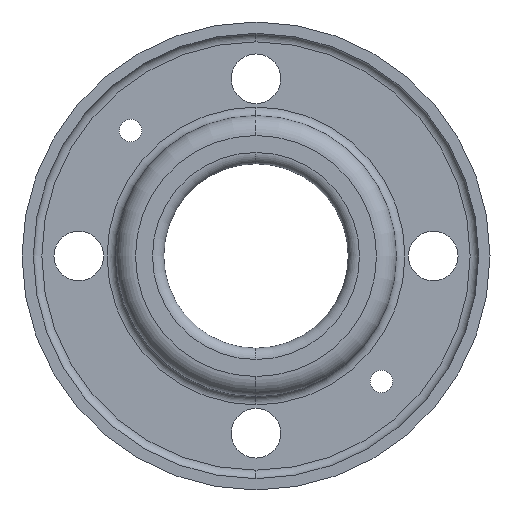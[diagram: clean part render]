
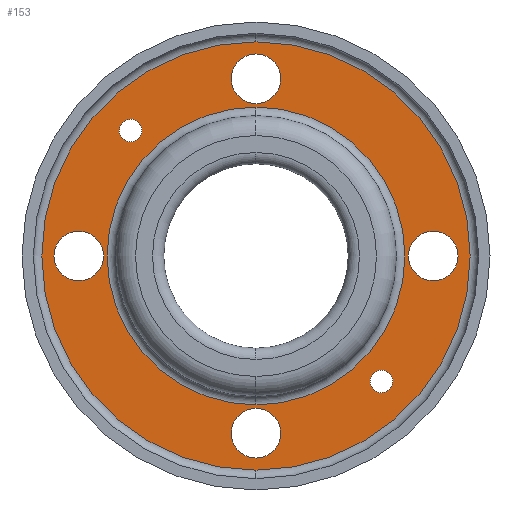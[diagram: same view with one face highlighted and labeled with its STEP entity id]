
A CAD part, front view. The second image highlights one B-rep face of the part: STEP entity #153.
In plain terms, the highlighted planar face has unit normal (0, -1, 0).
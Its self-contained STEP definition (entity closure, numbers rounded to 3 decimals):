
#153=ADVANCED_FACE('',(#297,#298,#299,#300,#301,#302,#303,#304),#305,.T.);
#297=FACE_BOUND('',#446,.T.);
#298=FACE_BOUND('',#447,.T.);
#299=FACE_BOUND('',#448,.T.);
#300=FACE_BOUND('',#449,.T.);
#301=FACE_BOUND('',#450,.T.);
#302=FACE_BOUND('',#451,.T.);
#303=FACE_OUTER_BOUND('',#452,.T.);
#304=FACE_BOUND('',#453,.T.);
#305=PLANE('',#454);
#446=EDGE_LOOP('',(#765,#766));
#447=EDGE_LOOP('',(#767,#768));
#448=EDGE_LOOP('',(#769,#770));
#449=EDGE_LOOP('',(#771,#772));
#450=EDGE_LOOP('',(#773,#774));
#451=EDGE_LOOP('',(#775,#776));
#452=EDGE_LOOP('',(#777,#778,#779));
#453=EDGE_LOOP('',(#780,#781,#782));
#454=AXIS2_PLACEMENT_3D('',#783,#784,#785);
#765=ORIENTED_EDGE('',*,*,#956,.T.);
#766=ORIENTED_EDGE('',*,*,#961,.T.);
#767=ORIENTED_EDGE('',*,*,#951,.T.);
#768=ORIENTED_EDGE('',*,*,#964,.T.);
#769=ORIENTED_EDGE('',*,*,#946,.T.);
#770=ORIENTED_EDGE('',*,*,#967,.T.);
#771=ORIENTED_EDGE('',*,*,#941,.T.);
#772=ORIENTED_EDGE('',*,*,#970,.T.);
#773=ORIENTED_EDGE('',*,*,#936,.T.);
#774=ORIENTED_EDGE('',*,*,#973,.T.);
#775=ORIENTED_EDGE('',*,*,#931,.T.);
#776=ORIENTED_EDGE('',*,*,#976,.T.);
#777=ORIENTED_EDGE('',*,*,#891,.F.);
#778=ORIENTED_EDGE('',*,*,#890,.F.);
#779=ORIENTED_EDGE('',*,*,#998,.F.);
#780=ORIENTED_EDGE('',*,*,#899,.T.);
#781=ORIENTED_EDGE('',*,*,#996,.T.);
#782=ORIENTED_EDGE('',*,*,#900,.T.);
#783=CARTESIAN_POINT('',(-214.776,91.273,0.0));
#784=DIRECTION('',(0.0,-1.0,-0.0));
#785=DIRECTION('',(1.0,0.0,0.0));
#890=EDGE_CURVE('',#1057,#1059,#1060,.T.);
#891=EDGE_CURVE('',#1059,#1061,#1062,.T.);
#899=EDGE_CURVE('',#1076,#1074,#1077,.T.);
#900=EDGE_CURVE('',#1068,#1076,#1078,.T.);
#931=EDGE_CURVE('',#1130,#1127,#1131,.T.);
#936=EDGE_CURVE('',#1139,#1136,#1140,.T.);
#941=EDGE_CURVE('',#1148,#1145,#1149,.T.);
#946=EDGE_CURVE('',#1157,#1154,#1158,.T.);
#951=EDGE_CURVE('',#1166,#1163,#1167,.T.);
#956=EDGE_CURVE('',#1175,#1172,#1176,.T.);
#961=EDGE_CURVE('',#1172,#1175,#1182,.T.);
#964=EDGE_CURVE('',#1163,#1166,#1185,.T.);
#967=EDGE_CURVE('',#1154,#1157,#1188,.T.);
#970=EDGE_CURVE('',#1145,#1148,#1191,.T.);
#973=EDGE_CURVE('',#1136,#1139,#1194,.T.);
#976=EDGE_CURVE('',#1127,#1130,#1197,.T.);
#996=EDGE_CURVE('',#1074,#1068,#1220,.T.);
#998=EDGE_CURVE('',#1061,#1057,#1222,.T.);
#1057=VERTEX_POINT('',#1287);
#1059=VERTEX_POINT('',#1289);
#1060=CIRCLE('',#1290,75.5);
#1061=VERTEX_POINT('',#1291);
#1062=CIRCLE('',#1292,75.5);
#1068=VERTEX_POINT('',#1298);
#1074=VERTEX_POINT('',#1304);
#1076=VERTEX_POINT('',#1306);
#1077=CIRCLE('',#1307,52.5);
#1078=CIRCLE('',#1308,52.5);
#1127=VERTEX_POINT('',#1361);
#1130=VERTEX_POINT('',#1365);
#1131=CIRCLE('',#1366,8.75);
#1136=VERTEX_POINT('',#1372);
#1139=VERTEX_POINT('',#1376);
#1140=CIRCLE('',#1377,8.75);
#1145=VERTEX_POINT('',#1383);
#1148=VERTEX_POINT('',#1387);
#1149=CIRCLE('',#1388,8.75);
#1154=VERTEX_POINT('',#1394);
#1157=VERTEX_POINT('',#1398);
#1158=CIRCLE('',#1399,8.75);
#1163=VERTEX_POINT('',#1405);
#1166=VERTEX_POINT('',#1409);
#1167=CIRCLE('',#1410,4.);
#1172=VERTEX_POINT('',#1416);
#1175=VERTEX_POINT('',#1420);
#1176=CIRCLE('',#1421,4.0);
#1182=CIRCLE('',#1428,4.0);
#1185=CIRCLE('',#1431,4.);
#1188=CIRCLE('',#1434,8.75);
#1191=CIRCLE('',#1437,8.75);
#1194=CIRCLE('',#1440,8.75);
#1197=CIRCLE('',#1443,8.75);
#1220=CIRCLE('',#1466,52.5);
#1222=CIRCLE('',#1468,75.5);
#1287=CARTESIAN_POINT('',(-150.776,91.273,-75.5));
#1289=CARTESIAN_POINT('',(-226.276,91.273,0.0));
#1290=AXIS2_PLACEMENT_3D('',#1539,#1540,#1541);
#1291=CARTESIAN_POINT('',(-150.776,91.273,75.5));
#1292=AXIS2_PLACEMENT_3D('',#1542,#1543,#1544);
#1298=CARTESIAN_POINT('',(-150.776,91.273,-52.5));
#1304=CARTESIAN_POINT('',(-150.776,91.273,52.5));
#1306=CARTESIAN_POINT('',(-203.276,91.273,0.0));
#1307=AXIS2_PLACEMENT_3D('',#1563,#1564,#1565);
#1308=AXIS2_PLACEMENT_3D('',#1566,#1567,#1568);
#1361=CARTESIAN_POINT('',(-204.526,91.273,0.));
#1365=CARTESIAN_POINT('',(-222.026,91.273,0.));
#1366=AXIS2_PLACEMENT_3D('',#1631,#1632,#1633);
#1372=CARTESIAN_POINT('',(-150.776,91.273,-53.75));
#1376=CARTESIAN_POINT('',(-150.776,91.273,-71.25));
#1377=AXIS2_PLACEMENT_3D('',#1639,#1640,#1641);
#1383=CARTESIAN_POINT('',(-97.026,91.273,0.));
#1387=CARTESIAN_POINT('',(-79.526,91.273,0.));
#1388=AXIS2_PLACEMENT_3D('',#1647,#1648,#1649);
#1394=CARTESIAN_POINT('',(-150.776,91.273,53.75));
#1398=CARTESIAN_POINT('',(-150.776,91.273,71.25));
#1399=AXIS2_PLACEMENT_3D('',#1655,#1656,#1657);
#1405=CARTESIAN_POINT('',(-192.142,91.273,41.366));
#1409=CARTESIAN_POINT('',(-197.799,91.273,47.023));
#1410=AXIS2_PLACEMENT_3D('',#1663,#1664,#1665);
#1416=CARTESIAN_POINT('',(-109.411,91.273,-41.366));
#1420=CARTESIAN_POINT('',(-103.754,91.273,-47.023));
#1421=AXIS2_PLACEMENT_3D('',#1671,#1672,#1673);
#1428=AXIS2_PLACEMENT_3D('',#1681,#1682,#1683);
#1431=AXIS2_PLACEMENT_3D('',#1687,#1688,#1689);
#1434=AXIS2_PLACEMENT_3D('',#1693,#1694,#1695);
#1437=AXIS2_PLACEMENT_3D('',#1699,#1700,#1701);
#1440=AXIS2_PLACEMENT_3D('',#1705,#1706,#1707);
#1443=AXIS2_PLACEMENT_3D('',#1711,#1712,#1713);
#1466=AXIS2_PLACEMENT_3D('',#1747,#1748,#1749);
#1468=AXIS2_PLACEMENT_3D('',#1750,#1751,#1752);
#1539=CARTESIAN_POINT('',(-150.776,91.273,0.0));
#1540=DIRECTION('',(0.0,1.0,0.0));
#1541=DIRECTION('',(-1.0,0.0,0.0));
#1542=CARTESIAN_POINT('',(-150.776,91.273,0.0));
#1543=DIRECTION('',(0.0,1.0,0.0));
#1544=DIRECTION('',(-1.0,0.0,0.0));
#1563=CARTESIAN_POINT('',(-150.776,91.273,0.0));
#1564=DIRECTION('',(0.0,1.0,0.0));
#1565=DIRECTION('',(-1.0,0.0,0.0));
#1566=CARTESIAN_POINT('',(-150.776,91.273,0.0));
#1567=DIRECTION('',(0.0,1.0,0.0));
#1568=DIRECTION('',(-1.0,0.0,0.0));
#1631=CARTESIAN_POINT('',(-213.276,91.273,0.));
#1632=DIRECTION('',(-0.0,1.0,0.0));
#1633=DIRECTION('',(1.0,0.0,0.));
#1639=CARTESIAN_POINT('',(-150.776,91.273,-62.5));
#1640=DIRECTION('',(0.0,1.0,-0.0));
#1641=DIRECTION('',(0.,0.0,1.0));
#1647=CARTESIAN_POINT('',(-88.276,91.273,0.0));
#1648=DIRECTION('',(0.0,1.0,-0.0));
#1649=DIRECTION('',(-1.0,0.0,0.0));
#1655=CARTESIAN_POINT('',(-150.776,91.273,62.5));
#1656=DIRECTION('',(0.0,1.0,0.0));
#1657=DIRECTION('',(0.,0.0,-1.0));
#1663=CARTESIAN_POINT('',(-194.971,91.273,44.194));
#1664=DIRECTION('',(0.0,1.0,0.0));
#1665=DIRECTION('',(0.707,0.0,-0.707));
#1671=CARTESIAN_POINT('',(-106.582,91.273,-44.194));
#1672=DIRECTION('',(0.0,1.0,-0.0));
#1673=DIRECTION('',(-0.707,0.0,0.707));
#1681=CARTESIAN_POINT('',(-106.582,91.273,-44.194));
#1682=DIRECTION('',(0.0,1.0,-0.0));
#1683=DIRECTION('',(-0.707,0.0,0.707));
#1687=CARTESIAN_POINT('',(-194.971,91.273,44.194));
#1688=DIRECTION('',(0.0,1.0,0.0));
#1689=DIRECTION('',(0.707,0.0,-0.707));
#1693=CARTESIAN_POINT('',(-150.776,91.273,62.5));
#1694=DIRECTION('',(0.0,1.0,0.0));
#1695=DIRECTION('',(0.,0.0,-1.0));
#1699=CARTESIAN_POINT('',(-88.276,91.273,0.0));
#1700=DIRECTION('',(0.0,1.0,-0.0));
#1701=DIRECTION('',(-1.0,0.0,0.0));
#1705=CARTESIAN_POINT('',(-150.776,91.273,-62.5));
#1706=DIRECTION('',(0.0,1.0,-0.0));
#1707=DIRECTION('',(0.,0.0,1.0));
#1711=CARTESIAN_POINT('',(-213.276,91.273,0.));
#1712=DIRECTION('',(-0.0,1.0,0.0));
#1713=DIRECTION('',(1.0,0.0,0.));
#1747=CARTESIAN_POINT('',(-150.776,91.273,0.0));
#1748=DIRECTION('',(0.0,1.0,0.0));
#1749=DIRECTION('',(-1.0,0.0,0.0));
#1750=CARTESIAN_POINT('',(-150.776,91.273,0.0));
#1751=DIRECTION('',(0.0,1.0,0.0));
#1752=DIRECTION('',(-1.0,0.0,0.0));
